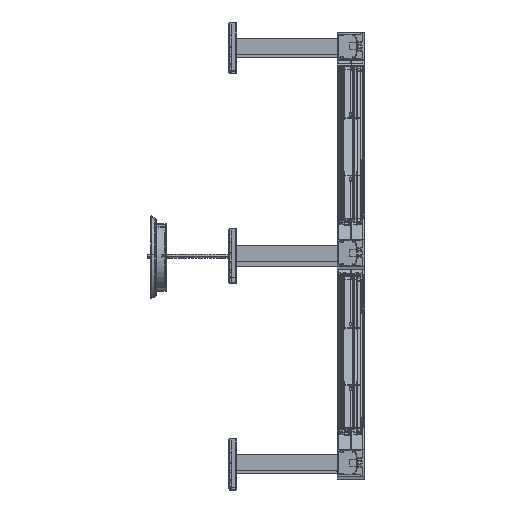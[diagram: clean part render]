
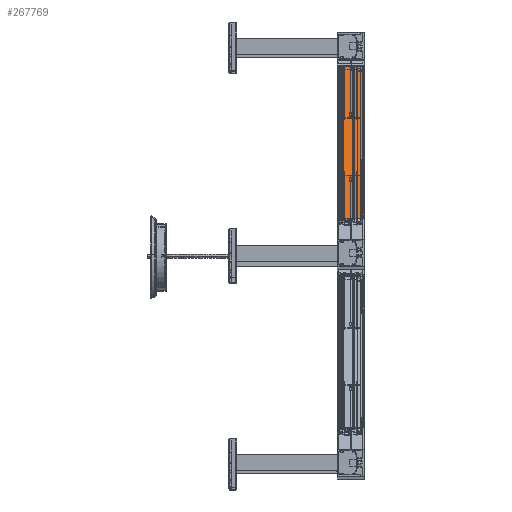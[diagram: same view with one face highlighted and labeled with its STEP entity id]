
A CAD part, top view. The second image highlights one B-rep face of the part: STEP entity #267769.
In plain terms, the highlighted planar face has unit normal (0, 0.707, 0.707).
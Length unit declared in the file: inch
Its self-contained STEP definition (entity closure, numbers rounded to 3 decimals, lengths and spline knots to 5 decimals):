
#8428 = LINE ( 'NONE', #336810, #8434 ) ;
#8434 = VECTOR ( 'NONE', #336815, 39.37008 ) ;
#11344 = DIRECTION ( 'NONE',  ( -1., 0., 0. ) ) ;
#11356 = CARTESIAN_POINT ( 'NONE',  ( 7.86693, 2.18436, 13.82937 ) ) ;
#38691 = AXIS2_PLACEMENT_3D ( 'NONE', #362113, #362117, #362121 ) ;
#64239 = LINE ( 'NONE', #269845, #64253 ) ;
#64253 = VECTOR ( 'NONE', #269852, 39.37008 ) ;
#174109 = CARTESIAN_POINT ( 'NONE',  ( 7.86693, 11.09279, 4.92094 ) ) ;
#174116 = DIRECTION ( 'NONE',  ( -1., 0., 0. ) ) ;
#196133 = EDGE_CURVE ( 'NONE', #255857, #255728, #64239, .T. ) ;
#199087 = EDGE_CURVE ( 'NONE', #255843, #255857, #281353, .T. ) ;
#202506 = EDGE_CURVE ( 'NONE', #255843, #255355, #8428, .T. ) ;
#204907 = EDGE_CURVE ( 'NONE', #255355, #255728, #257553, .T. ) ;
#208772 = ORIENTED_EDGE ( 'NONE', *, *, #204907, .F. ) ;
#209374 = ORIENTED_EDGE ( 'NONE', *, *, #202506, .F. ) ;
#209430 = ORIENTED_EDGE ( 'NONE', *, *, #199087, .T. ) ;
#209468 = ORIENTED_EDGE ( 'NONE', *, *, #196133, .T. ) ;
#241710 = EDGE_LOOP ( 'NONE', ( #208772, #209374, #209430, #209468 ) ) ;
#255355 = VERTEX_POINT ( 'NONE', #355622 ) ;
#255728 = VERTEX_POINT ( 'NONE', #356090 ) ;
#255843 = VERTEX_POINT ( 'NONE', #356241 ) ;
#255857 = VERTEX_POINT ( 'NONE', #356260 ) ;
#257553 = LINE ( 'NONE', #11356, #257557 ) ;
#257557 = VECTOR ( 'NONE', #11344, 39.37008 ) ;
#267769 = ADVANCED_FACE ( 'NONE', ( #379461 ), #362091, .T. ) ;
#269845 = CARTESIAN_POINT ( 'NONE',  ( 6.30787, 11.09279, 4.92094 ) ) ;
#269852 = DIRECTION ( 'NONE',  ( 0., -0.707, 0.707 ) ) ;
#281353 = LINE ( 'NONE', #174109, #281366 ) ;
#281366 = VECTOR ( 'NONE', #174116, 39.37008 ) ;
#336810 = CARTESIAN_POINT ( 'NONE',  ( 7.86693, 11.09279, 4.92094 ) ) ;
#336815 = DIRECTION ( 'NONE',  ( 0., -0.707, 0.707 ) ) ;
#355622 = CARTESIAN_POINT ( 'NONE',  ( 7.86693, 2.18436, 13.82937 ) ) ;
#356090 = CARTESIAN_POINT ( 'NONE',  ( 6.30787, 2.18436, 13.82937 ) ) ;
#356241 = CARTESIAN_POINT ( 'NONE',  ( 7.86693, 11.09279, 4.92094 ) ) ;
#356260 = CARTESIAN_POINT ( 'NONE',  ( 6.30787, 11.09279, 4.92094 ) ) ;
#362091 = PLANE ( 'NONE',  #38691 ) ;
#362113 = CARTESIAN_POINT ( 'NONE',  ( 7.86693, 11.09279, 4.92094 ) ) ;
#362117 = DIRECTION ( 'NONE',  ( 0., 0.707, 0.707 ) ) ;
#362121 = DIRECTION ( 'NONE',  ( 0., 0.707, -0.707 ) ) ;
#379461 = FACE_OUTER_BOUND ( 'NONE', #241710, .T. ) ;
